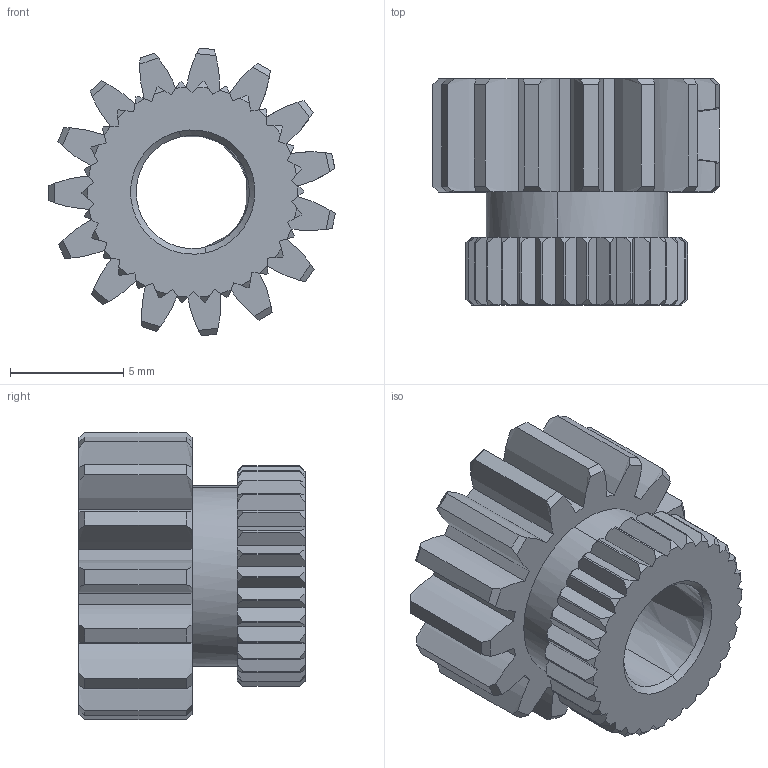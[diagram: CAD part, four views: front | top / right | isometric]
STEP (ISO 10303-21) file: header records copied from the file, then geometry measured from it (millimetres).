
FILE_DESCRIPTION(('FreeCAD Model'),'2;1');
FILE_NAME('Drive_gear_001 01.stp','2016-01-27T22:40:55',('FreeCAD'),('FreeCAD'), 'Open CASCADE STEP processor 6.8','FreeCAD','Unknown');
FILE_SCHEMA(('AUTOMOTIVE_DESIGN_CC2 { 1 2 10303 214 -1 1 5 4 }'));
Products named in the file (1): Open CASCADE STEP translator 6.8 121
Bounding box: 12.67 x 10 x 12.73 mm (x, y, z)
Volume: 584.8 mm3; surface area: 876.8 mm2
Topology: 1 solids, 1 shells, 259 faces, 766 edges, 510 vertices
Faces by surface type: bspline 195, plane 64
Entity records: 38695 total; most frequent: CARTESIAN_POINT 29409, B_SPLINE_CURVE_WITH_KNOTS 1588, ORIENTED_EDGE 1532, PCURVE 1532, DEFINITIONAL_REPRESENTATION 1532, EDGE_CURVE 766, SURFACE_CURVE 766, VERTEX_POINT 510
